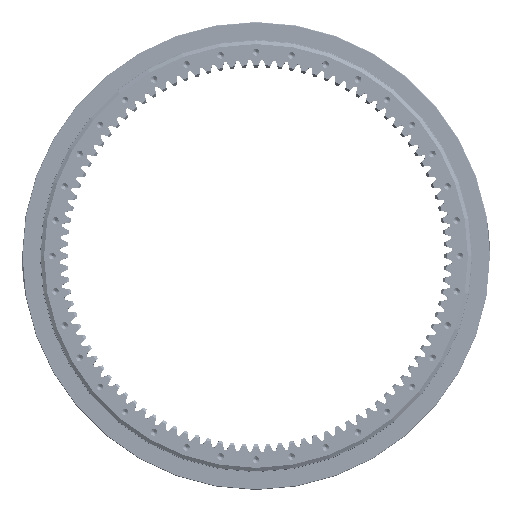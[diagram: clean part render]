
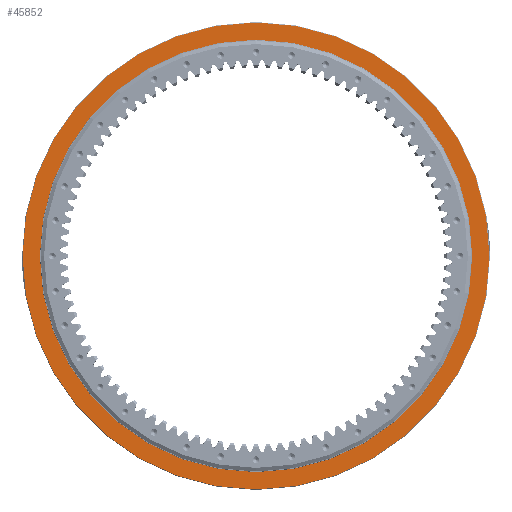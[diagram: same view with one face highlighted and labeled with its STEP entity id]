
A CAD part, top view. The second image highlights one B-rep face of the part: STEP entity #45852.
In plain terms, the highlighted face is planar.
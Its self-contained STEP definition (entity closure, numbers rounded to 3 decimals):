
#411 = FACE_OUTER_BOUND ( 'NONE', #95058, .T. ) ;
#3382 = AXIS2_PLACEMENT_3D ( 'NONE', #48604, #33567, #94448 ) ;
#9611 = VERTEX_POINT ( 'NONE', #22449 ) ;
#12278 = AXIS2_PLACEMENT_3D ( 'NONE', #59327, #81903, #51782 ) ;
#22449 = CARTESIAN_POINT ( 'NONE',  ( 487., 0., -27. ) ) ;
#22692 = FACE_BOUND ( 'NONE', #39451, .T. ) ;
#31060 = AXIS2_PLACEMENT_3D ( 'NONE', #72727, #42542, #94956 ) ;
#33567 = DIRECTION ( 'NONE',  ( 0., 0., -1. ) ) ;
#39451 = EDGE_LOOP ( 'NONE', ( #54334 ) ) ;
#41303 = VERTEX_POINT ( 'NONE', #51651 ) ;
#42542 = DIRECTION ( 'NONE',  ( 0., 0., 1. ) ) ;
#45852 = ADVANCED_FACE ( 'NONE', ( #411, #22692 ), #95603, .F. ) ;
#47386 = ORIENTED_EDGE ( 'NONE', *, *, #78853, .T. ) ;
#48604 = CARTESIAN_POINT ( 'NONE',  ( 0., 0., -27. ) ) ;
#51651 = CARTESIAN_POINT ( 'NONE',  ( 445., 0., -27. ) ) ;
#51782 = DIRECTION ( 'NONE',  ( 1., 0., 0. ) ) ;
#54334 = ORIENTED_EDGE ( 'NONE', *, *, #84117, .T. ) ;
#59327 = CARTESIAN_POINT ( 'NONE',  ( 0., 0., -27. ) ) ;
#64260 = CIRCLE ( 'NONE', #12278, 445. ) ;
#65558 = CIRCLE ( 'NONE', #3382, 487. ) ;
#72727 = CARTESIAN_POINT ( 'NONE',  ( -488., 0., -27. ) ) ;
#78853 = EDGE_CURVE ( 'NONE', #9611, #9611, #65558, .T. ) ;
#81903 = DIRECTION ( 'NONE',  ( 0., 0., 1. ) ) ;
#84117 = EDGE_CURVE ( 'NONE', #41303, #41303, #64260, .T. ) ;
#94448 = DIRECTION ( 'NONE',  ( 1., 0., 0. ) ) ;
#94956 = DIRECTION ( 'NONE',  ( 1., 0., 0. ) ) ;
#95058 = EDGE_LOOP ( 'NONE', ( #47386 ) ) ;
#95603 = PLANE ( 'NONE',  #31060 ) ;
